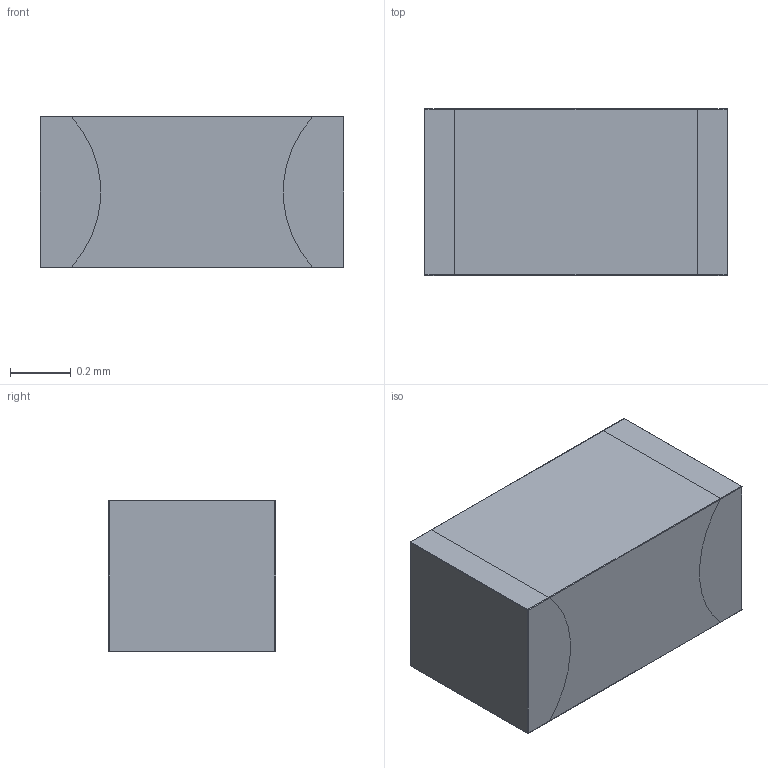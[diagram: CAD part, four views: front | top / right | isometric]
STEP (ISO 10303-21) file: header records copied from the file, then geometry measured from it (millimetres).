
FILE_DESCRIPTION (( 'STEP AP214' ), '1' );
FILE_NAME ('C0402.STEP', '2024-06-08T04:45:53', ( '' ), ( '' ), 'SwSTEP 2.0', 'SolidWorks 2022', '' );
FILE_SCHEMA (( 'AUTOMOTIVE_DESIGN' ));
Length unit declared in the file: millimetre
Products named in the file (1): C0402
Bounding box: 1 x 0.55 x 0.5 mm (x, y, z)
Volume: 0.3 mm3; surface area: 3.9 mm2
Topology: 3 solids, 3 shells, 100 faces, 245 edges, 150 vertices
Faces by surface type: plane 42, bspline 26, cylinder 24, sphere 8
Entity records: 5240 total; most frequent: CARTESIAN_POINT 2530, ORIENTED_EDGE 474, DIRECTION 351, EDGE_CURVE 237, VERTEX_POINT 150, LINE 137, VECTOR 137, AXIS2_PLACEMENT_3D 107
